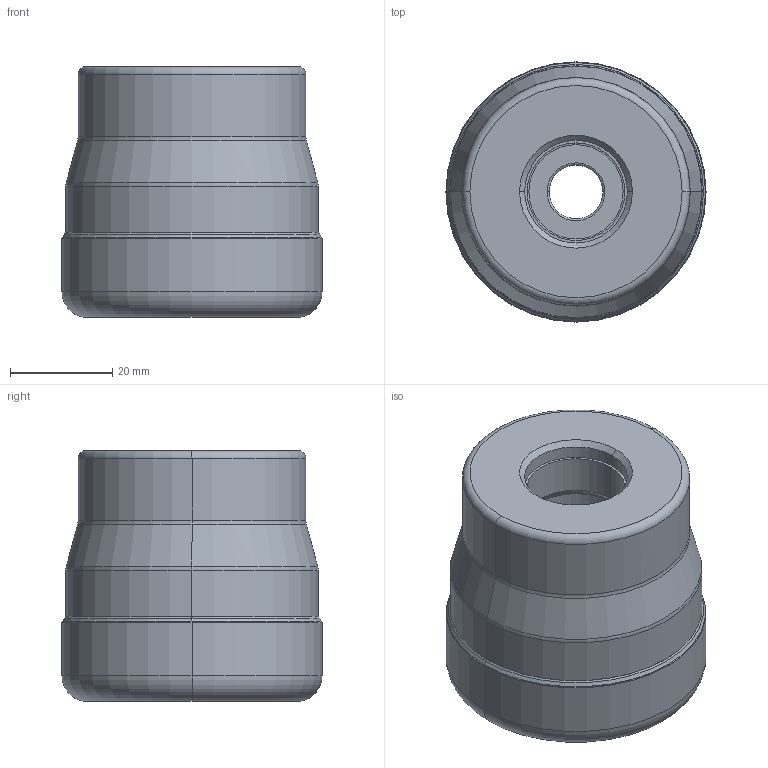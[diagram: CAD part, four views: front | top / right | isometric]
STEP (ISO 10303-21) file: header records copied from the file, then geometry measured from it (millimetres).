
FILE_DESCRIPTION(/* description */ (''),/* implementation_level */ '2;1');
FILE_NAME(/* name */ 'AXD4000AUR2_0004AAE_IR0_197.stp',/* time_stamp */ '2023-03-30T13:05:12+09:00',/* author */ (''),/* organization */ (''),/* preprocessor_version */ 'ST-DEVELOPER v16',/* originating_system */ 'SIEMENS PLM Software NX 10.0',/* authorisation */ '');
FILE_SCHEMA (('AUTOMOTIVE_DESIGN { 1 0 10303 214 3 1 1 1 }'));
Length unit declared in the file: millimetre
Products named in the file (1): AXD4000AUR2_0004AAE_IR0_197_ASM
Bounding box: 50.8 x 50.8 x 49.01 mm (x, y, z)
Volume: 91752.2 mm3; surface area: 18602.9 mm2
Topology: 2 solids, 2 shells, 157 faces, 411 edges, 309 vertices
Faces by surface type: revolution 54, torus 42, cone 34, cylinder 16, plane 9, bspline 2
Entity records: 6012 total; most frequent: CARTESIAN_POINT 1975, DIRECTION 854, ORIENTED_EDGE 728, AXIS2_PLACEMENT_3D 367, EDGE_CURVE 364, CIRCLE 258, VERTEX_POINT 214, EDGE_LOOP 164
